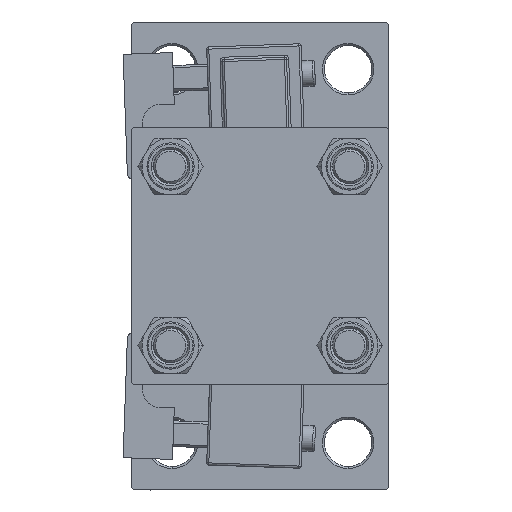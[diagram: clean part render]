
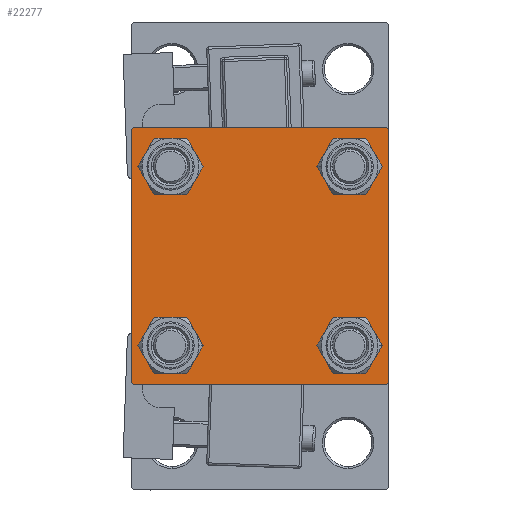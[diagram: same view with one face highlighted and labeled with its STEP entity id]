
A CAD part, left-side view. The second image highlights one B-rep face of the part: STEP entity #22277.
In plain terms, the highlighted planar face has unit normal (-1, 0, 0).
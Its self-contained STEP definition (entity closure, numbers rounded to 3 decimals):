
#431 = ORIENTED_EDGE ( 'NONE', *, *, #4876, .T. ) ;
#1274 = LINE ( 'NONE', #37970, #52303 ) ;
#1325 = ORIENTED_EDGE ( 'NONE', *, *, #39126, .F. ) ;
#1534 = DIRECTION ( 'NONE',  ( 0., -1., 0. ) ) ;
#1717 = CARTESIAN_POINT ( 'NONE',  ( 0., 0., 0. ) ) ;
#2244 = FACE_BOUND ( 'NONE', #41029, .T. ) ;
#2453 = ORIENTED_EDGE ( 'NONE', *, *, #35815, .T. ) ;
#2862 = VECTOR ( 'NONE', #36966, 1000. ) ;
#3520 = VERTEX_POINT ( 'NONE', #8995 ) ;
#3643 = DIRECTION ( 'NONE',  ( 0., 0., 1. ) ) ;
#3972 = ORIENTED_EDGE ( 'NONE', *, *, #42573, .T. ) ;
#4790 = VERTEX_POINT ( 'NONE', #5708 ) ;
#4876 = EDGE_CURVE ( 'NONE', #41367, #13703, #47441, .T. ) ;
#5131 = EDGE_CURVE ( 'NONE', #4790, #9440, #40939, .T. ) ;
#5189 = ORIENTED_EDGE ( 'NONE', *, *, #46864, .T. ) ;
#5415 = DIRECTION ( 'NONE',  ( 0., -1., 0. ) ) ;
#5458 = ORIENTED_EDGE ( 'NONE', *, *, #39756, .T. ) ;
#5531 = CIRCLE ( 'NONE', #52229, 4.5 ) ;
#5682 = CARTESIAN_POINT ( 'NONE',  ( 0., -30., -29.5 ) ) ;
#5708 = CARTESIAN_POINT ( 'NONE',  ( 0., 20.85, 16.35 ) ) ;
#5722 = VECTOR ( 'NONE', #20191, 1000. ) ;
#5837 = CARTESIAN_POINT ( 'NONE',  ( 0., -20.85, -20.85 ) ) ;
#7929 = CARTESIAN_POINT ( 'NONE',  ( 0., -29.75, -29.75 ) ) ;
#8870 = VECTOR ( 'NONE', #24498, 1000. ) ;
#8995 = CARTESIAN_POINT ( 'NONE',  ( 0., -20.85, -16.35 ) ) ;
#9440 = VERTEX_POINT ( 'NONE', #36821 ) ;
#11090 = EDGE_CURVE ( 'NONE', #42235, #36493, #37758, .T. ) ;
#12078 = DIRECTION ( 'NONE',  ( 0., 0.707, 0.707 ) ) ;
#12130 = DIRECTION ( 'NONE',  ( 1., 0., 0. ) ) ;
#12254 = VERTEX_POINT ( 'NONE', #25527 ) ;
#12265 = CIRCLE ( 'NONE', #19907, 4.5 ) ;
#12503 = DIRECTION ( 'NONE',  ( 1., 0., 0. ) ) ;
#13189 = EDGE_CURVE ( 'NONE', #42235, #17495, #36304, .T. ) ;
#13703 = VERTEX_POINT ( 'NONE', #45107 ) ;
#14031 = VERTEX_POINT ( 'NONE', #20083 ) ;
#14097 = DIRECTION ( 'NONE',  ( 0., 0., 1. ) ) ;
#14212 = PLANE ( 'NONE',  #44213 ) ;
#14418 = DIRECTION ( 'NONE',  ( 0., 0., -1. ) ) ;
#16573 = EDGE_LOOP ( 'NONE', ( #5458, #47862 ) ) ;
#16745 = CARTESIAN_POINT ( 'NONE',  ( 0., 20.85, -20.85 ) ) ;
#17488 = VERTEX_POINT ( 'NONE', #34739 ) ;
#17495 = VERTEX_POINT ( 'NONE', #22782 ) ;
#17821 = DIRECTION ( 'NONE',  ( 1., 0., 0. ) ) ;
#17948 = DIRECTION ( 'NONE',  ( 0., 0.707, -0.707 ) ) ;
#18198 = FACE_OUTER_BOUND ( 'NONE', #49792, .T. ) ;
#18418 = CARTESIAN_POINT ( 'NONE',  ( 0., 20.85, 20.85 ) ) ;
#18884 = AXIS2_PLACEMENT_3D ( 'NONE', #18418, #22694, #34648 ) ;
#19907 = AXIS2_PLACEMENT_3D ( 'NONE', #16745, #32195, #24490 ) ;
#20083 = CARTESIAN_POINT ( 'NONE',  ( 0., 29.5, -30. ) ) ;
#20191 = DIRECTION ( 'NONE',  ( 0., -0.707, 0.707 ) ) ;
#20309 = ORIENTED_EDGE ( 'NONE', *, *, #5131, .T. ) ;
#21970 = CARTESIAN_POINT ( 'NONE',  ( 0., 29.75, 29.75 ) ) ;
#22157 = CARTESIAN_POINT ( 'NONE',  ( 0., -20.85, -20.85 ) ) ;
#22277 = ADVANCED_FACE ( 'NONE', ( #30717, #30197, #47171, #2244, #18198 ), #14212, .T. ) ;
#22422 = LINE ( 'NONE', #38631, #31799 ) ;
#22694 = DIRECTION ( 'NONE',  ( 1., 0., 0. ) ) ;
#22782 = CARTESIAN_POINT ( 'NONE',  ( 0., -29.5, 30. ) ) ;
#23328 = VERTEX_POINT ( 'NONE', #34964 ) ;
#23409 = CIRCLE ( 'NONE', #46302, 4.5 ) ;
#24490 = DIRECTION ( 'NONE',  ( 0., 0., 1. ) ) ;
#24498 = DIRECTION ( 'NONE',  ( 0., -0.707, -0.707 ) ) ;
#25527 = CARTESIAN_POINT ( 'NONE',  ( 0., 20.85, -16.35 ) ) ;
#26275 = EDGE_LOOP ( 'NONE', ( #50517, #2453 ) ) ;
#27150 = CIRCLE ( 'NONE', #39847, 4.5 ) ;
#28325 = VERTEX_POINT ( 'NONE', #36178 ) ;
#29006 = CARTESIAN_POINT ( 'NONE',  ( 0., -30., 30. ) ) ;
#29562 = CARTESIAN_POINT ( 'NONE',  ( 0., -20.85, 20.85 ) ) ;
#29627 = EDGE_CURVE ( 'NONE', #17488, #23328, #42674, .T. ) ;
#30110 = EDGE_CURVE ( 'NONE', #14031, #34315, #46105, .T. ) ;
#30197 = FACE_BOUND ( 'NONE', #42755, .T. ) ;
#30717 = FACE_BOUND ( 'NONE', #16573, .T. ) ;
#31608 = CARTESIAN_POINT ( 'NONE',  ( 0., -20.85, 20.85 ) ) ;
#31672 = LINE ( 'NONE', #47866, #8870 ) ;
#31799 = VECTOR ( 'NONE', #14418, 1000. ) ;
#31972 = CARTESIAN_POINT ( 'NONE',  ( 0., -30., 29.5 ) ) ;
#32195 = DIRECTION ( 'NONE',  ( 1., 0., 0. ) ) ;
#32624 = VERTEX_POINT ( 'NONE', #40492 ) ;
#34089 = EDGE_CURVE ( 'NONE', #32624, #14031, #31672, .T. ) ;
#34315 = VERTEX_POINT ( 'NONE', #51793 ) ;
#34482 = CIRCLE ( 'NONE', #41266, 4.5 ) ;
#34648 = DIRECTION ( 'NONE',  ( 0., 0., 1. ) ) ;
#34671 = VERTEX_POINT ( 'NONE', #43243 ) ;
#34739 = CARTESIAN_POINT ( 'NONE',  ( 0., -20.85, 16.35 ) ) ;
#34964 = CARTESIAN_POINT ( 'NONE',  ( 0., -20.85, 25.35 ) ) ;
#35815 = EDGE_CURVE ( 'NONE', #28325, #12254, #12265, .T. ) ;
#35896 = AXIS2_PLACEMENT_3D ( 'NONE', #31608, #44354, #47543 ) ;
#35936 = ORIENTED_EDGE ( 'NONE', *, *, #42933, .T. ) ;
#36080 = ORIENTED_EDGE ( 'NONE', *, *, #13189, .T. ) ;
#36178 = CARTESIAN_POINT ( 'NONE',  ( 0., 20.85, -25.35 ) ) ;
#36304 = LINE ( 'NONE', #48503, #51320 ) ;
#36493 = VERTEX_POINT ( 'NONE', #5682 ) ;
#36821 = CARTESIAN_POINT ( 'NONE',  ( 0., 20.85, 25.35 ) ) ;
#36966 = DIRECTION ( 'NONE',  ( 0., 0., -1. ) ) ;
#37758 = LINE ( 'NONE', #29006, #2862 ) ;
#37970 = CARTESIAN_POINT ( 'NONE',  ( 0., 30., 30. ) ) ;
#38029 = EDGE_CURVE ( 'NONE', #12254, #28325, #5531, .T. ) ;
#38159 = DIRECTION ( 'NONE',  ( -1., 0., 0. ) ) ;
#38631 = CARTESIAN_POINT ( 'NONE',  ( 0., 30., 30. ) ) ;
#38733 = AXIS2_PLACEMENT_3D ( 'NONE', #5837, #17821, #14097 ) ;
#39126 = EDGE_CURVE ( 'NONE', #41367, #17495, #1274, .T. ) ;
#39731 = EDGE_CURVE ( 'NONE', #34671, #3520, #50603, .T. ) ;
#39756 = EDGE_CURVE ( 'NONE', #23328, #17488, #34482, .T. ) ;
#39847 = AXIS2_PLACEMENT_3D ( 'NONE', #48551, #12130, #44322 ) ;
#39912 = ORIENTED_EDGE ( 'NONE', *, *, #39731, .T. ) ;
#40492 = CARTESIAN_POINT ( 'NONE',  ( 0., 30., -29.5 ) ) ;
#40939 = CIRCLE ( 'NONE', #18884, 4.5 ) ;
#41029 = EDGE_LOOP ( 'NONE', ( #35936, #20309 ) ) ;
#41266 = AXIS2_PLACEMENT_3D ( 'NONE', #29562, #50521, #45748 ) ;
#41367 = VERTEX_POINT ( 'NONE', #52392 ) ;
#42090 = DIRECTION ( 'NONE',  ( 1., 0., 0. ) ) ;
#42235 = VERTEX_POINT ( 'NONE', #31972 ) ;
#42400 = DIRECTION ( 'NONE',  ( 0., 0., 1. ) ) ;
#42573 = EDGE_CURVE ( 'NONE', #34315, #36493, #43858, .T. ) ;
#42674 = CIRCLE ( 'NONE', #35896, 4.5 ) ;
#42755 = EDGE_LOOP ( 'NONE', ( #46968, #39912 ) ) ;
#42919 = CARTESIAN_POINT ( 'NONE',  ( 0., 30., -30. ) ) ;
#42933 = EDGE_CURVE ( 'NONE', #9440, #4790, #27150, .T. ) ;
#43075 = ORIENTED_EDGE ( 'NONE', *, *, #30110, .T. ) ;
#43243 = CARTESIAN_POINT ( 'NONE',  ( 0., -20.85, -25.35 ) ) ;
#43858 = LINE ( 'NONE', #7929, #5722 ) ;
#44213 = AXIS2_PLACEMENT_3D ( 'NONE', #1717, #38159, #42400 ) ;
#44322 = DIRECTION ( 'NONE',  ( 0., 0., 1. ) ) ;
#44354 = DIRECTION ( 'NONE',  ( 1., 0., 0. ) ) ;
#45107 = CARTESIAN_POINT ( 'NONE',  ( 0., 30., 29.5 ) ) ;
#45249 = VECTOR ( 'NONE', #5415, 1000. ) ;
#45748 = DIRECTION ( 'NONE',  ( 0., 0., 1. ) ) ;
#46105 = LINE ( 'NONE', #42919, #45249 ) ;
#46302 = AXIS2_PLACEMENT_3D ( 'NONE', #22157, #42090, #46589 ) ;
#46589 = DIRECTION ( 'NONE',  ( 0., 0., 1. ) ) ;
#46723 = ORIENTED_EDGE ( 'NONE', *, *, #34089, .T. ) ;
#46864 = EDGE_CURVE ( 'NONE', #13703, #32624, #22422, .T. ) ;
#46968 = ORIENTED_EDGE ( 'NONE', *, *, #52382, .T. ) ;
#47171 = FACE_BOUND ( 'NONE', #26275, .T. ) ;
#47441 = LINE ( 'NONE', #21970, #50273 ) ;
#47543 = DIRECTION ( 'NONE',  ( 0., 0., 1. ) ) ;
#47862 = ORIENTED_EDGE ( 'NONE', *, *, #29627, .T. ) ;
#47866 = CARTESIAN_POINT ( 'NONE',  ( 0., 29.75, -29.75 ) ) ;
#48503 = CARTESIAN_POINT ( 'NONE',  ( 0., -29.75, 29.75 ) ) ;
#48551 = CARTESIAN_POINT ( 'NONE',  ( 0., 20.85, 20.85 ) ) ;
#48934 = CARTESIAN_POINT ( 'NONE',  ( 0., 20.85, -20.85 ) ) ;
#49792 = EDGE_LOOP ( 'NONE', ( #5189, #46723, #43075, #3972, #51242, #36080, #1325, #431 ) ) ;
#50273 = VECTOR ( 'NONE', #17948, 1000. ) ;
#50517 = ORIENTED_EDGE ( 'NONE', *, *, #38029, .T. ) ;
#50521 = DIRECTION ( 'NONE',  ( 1., 0., 0. ) ) ;
#50603 = CIRCLE ( 'NONE', #38733, 4.5 ) ;
#51242 = ORIENTED_EDGE ( 'NONE', *, *, #11090, .F. ) ;
#51320 = VECTOR ( 'NONE', #12078, 1000. ) ;
#51793 = CARTESIAN_POINT ( 'NONE',  ( 0., -29.5, -30. ) ) ;
#52229 = AXIS2_PLACEMENT_3D ( 'NONE', #48934, #12503, #3643 ) ;
#52303 = VECTOR ( 'NONE', #1534, 1000. ) ;
#52382 = EDGE_CURVE ( 'NONE', #3520, #34671, #23409, .T. ) ;
#52392 = CARTESIAN_POINT ( 'NONE',  ( 0., 29.5, 30. ) ) ;
